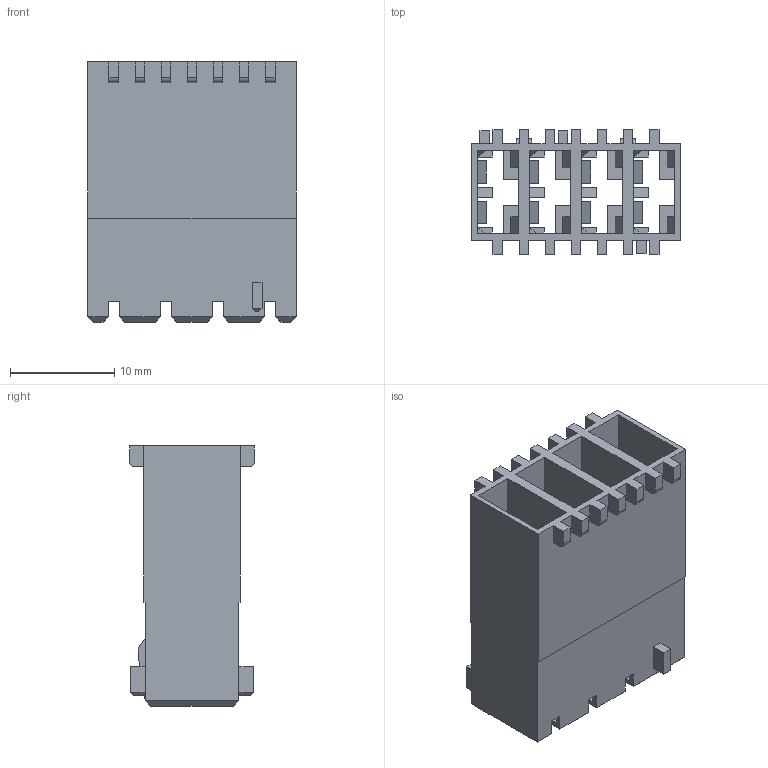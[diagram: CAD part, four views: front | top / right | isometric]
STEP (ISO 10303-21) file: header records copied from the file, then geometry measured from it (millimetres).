
FILE_DESCRIPTION(/* description */ ('Unknown'),/* implementation_level */ '2;1');
FILE_NAME(/* name */ '637100210104',/* time_stamp */ '2025-05-14T12:01:40+02:00',/* author */ ('Unknown'),/* organization */ ('Unknown'),/* preprocessor_version */ 'ST-DEVELOPER v19.4',/* originating_system */ 'Solid Edge',/* authorisation */ 'Unknown');
FILE_SCHEMA (('AUTOMOTIVE_DESIGN {1 0 10303 214 3 1 1}'));
Length unit declared in the file: millimetre
Products named in the file (2): 63710021xxxx; 637100210104
Assembly tree (1 placements, depth 2):
  63710021xxxx
    637100210104
Bounding box: 20 x 12 x 25 mm (x, y, z)
Volume: 1605.4 mm3; surface area: 4300.9 mm2
Topology: 1 solids, 1 shells, 321 faces, 892 edges, 580 vertices
Faces by surface type: plane 307, cylinder 14
Entity records: 10087 total; most frequent: CARTESIAN_POINT 1795, ORIENTED_EDGE 1784, DIRECTION 1566, EDGE_CURVE 892, LINE 864, VECTOR 864, VERTEX_POINT 580, AXIS2_PLACEMENT_3D 351
